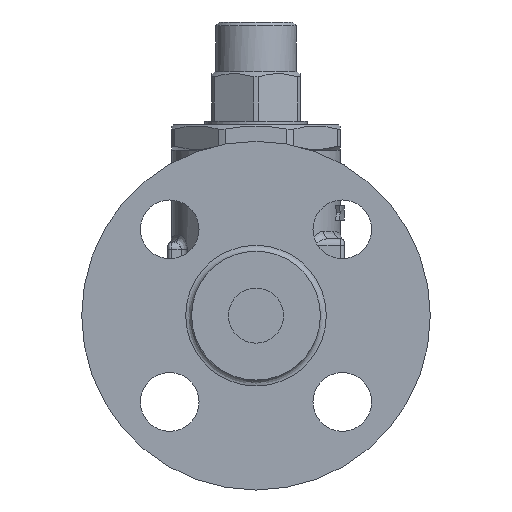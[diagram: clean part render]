
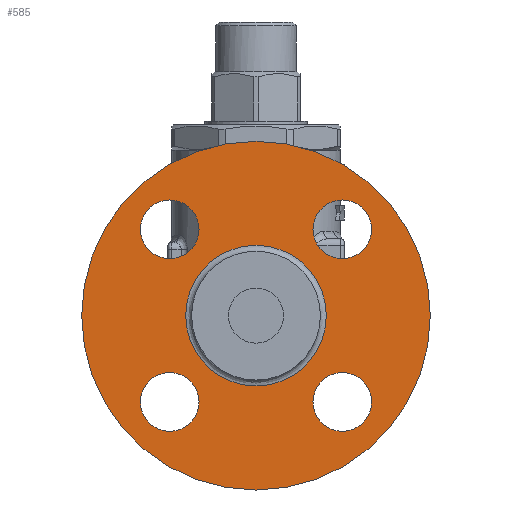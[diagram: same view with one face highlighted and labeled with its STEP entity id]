
A CAD part, left-side view. The second image highlights one B-rep face of the part: STEP entity #585.
In plain terms, the highlighted free-form (B-spline) face has degree [1, 1] with [2, 2] control points.
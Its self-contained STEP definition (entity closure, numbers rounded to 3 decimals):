
#338=CARTESIAN_POINT('',(-71.4,0.0,47.5));
#339=VERTEX_POINT('',#338);
#340=CARTESIAN_POINT('',(-71.4,0.0,0.));
#341=DIRECTION('',(-1.0,0.0,0.0));
#342=DIRECTION('',(0.0,0.0,1.0));
#343=AXIS2_PLACEMENT_3D('',#340,#341,#342);
#344=CIRCLE('',#343,47.5);
#345=EDGE_CURVE('',#339,#339,#344,.T.);
#507=CARTESIAN_POINT('',(-71.4,0.0,19.15));
#508=VERTEX_POINT('',#507);
#509=CARTESIAN_POINT('',(-71.4,0.0,0.));
#510=DIRECTION('',(-1.0,0.0,0.0));
#511=DIRECTION('',(0.0,0.0,-1.0));
#512=AXIS2_PLACEMENT_3D('',#509,#510,#511);
#513=CIRCLE('',#512,19.15);
#514=EDGE_CURVE('',#508,#508,#513,.T.);
#530=CARTESIAN_POINT('',(-71.4,47.5,47.5));
#531=CARTESIAN_POINT('',(-71.4,47.5,-47.5));
#532=CARTESIAN_POINT('',(-71.4,-47.5,47.5));
#533=CARTESIAN_POINT('',(-71.4,-47.5,-47.5));
#534=B_SPLINE_SURFACE_WITH_KNOTS('',1,1,((#530,#532),(#531,#533)),.UNSPECIFIED.,.F.,.F.,.U.,(2,2),(2,2),(0.0,95.),(0.0,95.),.UNSPECIFIED.);
#535=ORIENTED_EDGE('',*,*,#345,.T.);
#536=EDGE_LOOP('',(#535));
#537=FACE_OUTER_BOUND('',#536,.T.);
#538=CARTESIAN_POINT('',(-71.4,23.511,15.511));
#539=VERTEX_POINT('',#538);
#540=CARTESIAN_POINT('',(-71.4,23.511,23.511));
#541=DIRECTION('',(1.0,0.0,0.0));
#542=DIRECTION('',(0.0,0.0,-1.0));
#543=AXIS2_PLACEMENT_3D('',#540,#541,#542);
#544=CIRCLE('',#543,8.0);
#545=EDGE_CURVE('',#539,#539,#544,.T.);
#546=ORIENTED_EDGE('',*,*,#545,.T.);
#547=EDGE_LOOP('',(#546));
#548=FACE_BOUND('',#547,.T.);
#549=CARTESIAN_POINT('',(-71.4,15.511,-23.511));
#550=VERTEX_POINT('',#549);
#551=CARTESIAN_POINT('',(-71.4,23.511,-23.511));
#552=DIRECTION('',(1.0,0.0,0.0));
#553=DIRECTION('',(0.0,-1.0,0.0));
#554=AXIS2_PLACEMENT_3D('',#551,#552,#553);
#555=CIRCLE('',#554,8.0);
#556=EDGE_CURVE('',#550,#550,#555,.T.);
#557=ORIENTED_EDGE('',*,*,#556,.T.);
#558=EDGE_LOOP('',(#557));
#559=FACE_BOUND('',#558,.T.);
#560=CARTESIAN_POINT('',(-71.4,-23.511,-15.511));
#561=VERTEX_POINT('',#560);
#562=CARTESIAN_POINT('',(-71.4,-23.511,-23.511));
#563=DIRECTION('',(1.0,0.0,0.0));
#564=DIRECTION('',(0.0,0.0,1.0));
#565=AXIS2_PLACEMENT_3D('',#562,#563,#564);
#566=CIRCLE('',#565,8.0);
#567=EDGE_CURVE('',#561,#561,#566,.T.);
#568=ORIENTED_EDGE('',*,*,#567,.T.);
#569=EDGE_LOOP('',(#568));
#570=FACE_BOUND('',#569,.T.);
#571=CARTESIAN_POINT('',(-71.4,-15.511,23.511));
#572=VERTEX_POINT('',#571);
#573=CARTESIAN_POINT('',(-71.4,-23.511,23.511));
#574=DIRECTION('',(1.0,0.0,0.0));
#575=DIRECTION('',(0.0,1.0,0.0));
#576=AXIS2_PLACEMENT_3D('',#573,#574,#575);
#577=CIRCLE('',#576,8.0);
#578=EDGE_CURVE('',#572,#572,#577,.T.);
#579=ORIENTED_EDGE('',*,*,#578,.T.);
#580=EDGE_LOOP('',(#579));
#581=FACE_BOUND('',#580,.T.);
#582=ORIENTED_EDGE('',*,*,#514,.F.);
#583=EDGE_LOOP('',(#582));
#584=FACE_BOUND('',#583,.T.);
#585=ADVANCED_FACE('',(#537,#548,#559,#570,#581,#584),#534,.T.);
